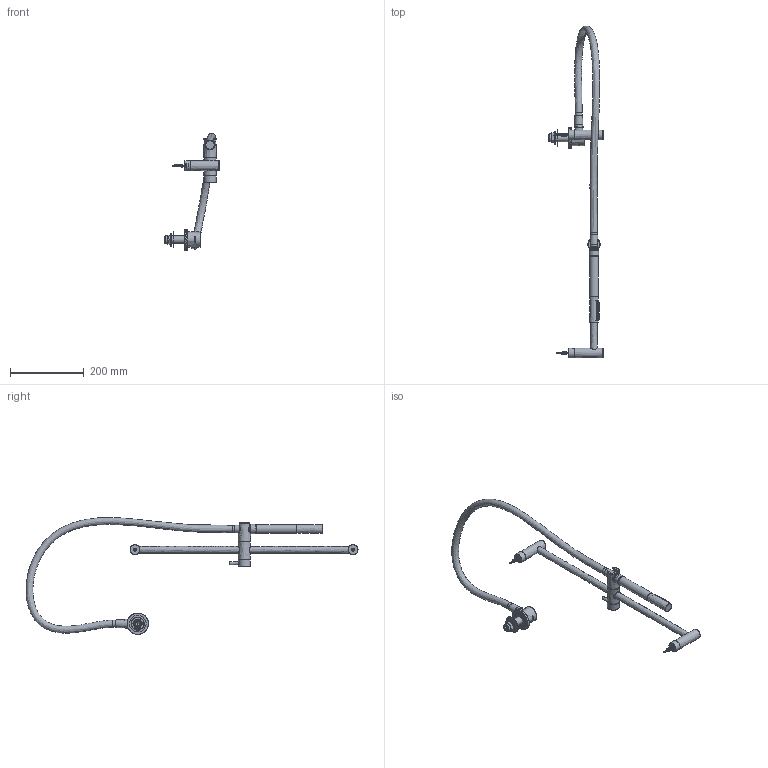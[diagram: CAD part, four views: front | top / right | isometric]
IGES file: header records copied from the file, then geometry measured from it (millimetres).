
Global section: file name: V170-A; native system: Autodesk Inventor 2018; preprocessor: unknown; author: mblakey; date: 20190705.113803; units: millimetre
Bounding box: 147.51 x 899.91 x 316.55 mm (x, y, z)
Volume: 640096.1 mm3; surface area: 261187.7 mm2
Topology: 26 solids, 26 shells, 1259 faces, 3336 edges, 2281 vertices
Faces by surface type: bspline 1259
